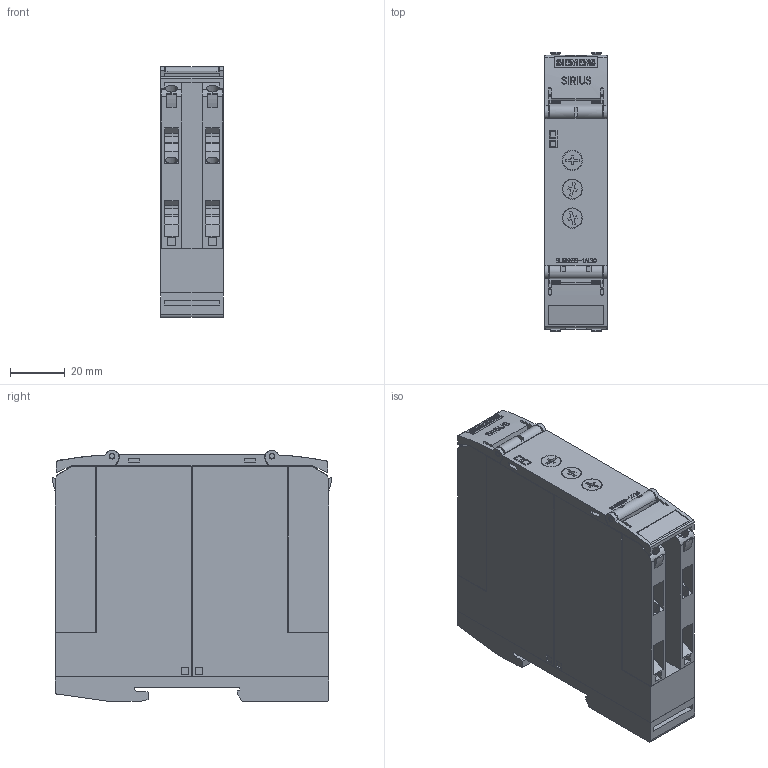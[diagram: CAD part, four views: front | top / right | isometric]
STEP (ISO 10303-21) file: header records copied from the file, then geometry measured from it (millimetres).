
FILE_DESCRIPTION(('STEP AP214'),'1');
FILE_NAME('cctmp_4ACEAE94-96E9-427D-B7BE-12D9077BF8B7_2024_05_27_11_11_31_0686..stp','2024-05-27T09:11:32',('SIEMENS A&D'),('CADClick - www.CADClick.com'),'Spatial InterOp 3D',' ','unknown authorization');
FILE_SCHEMA(('AUTOMOTIVE_DESIGN'));
Length unit declared in the file: millimetre
Products named in the file (1): 3UG5533-1AL30
Bounding box: 22.8 x 101.9 x 91.6 mm (x, y, z)
Volume: 174264.8 mm3; surface area: 47624.5 mm2
Topology: 1 solids, 1 shells, 1628 faces, 4574 edges, 3038 vertices
Faces by surface type: plane 1337, cylinder 251, cone 24, torus 16
Entity records: 65997 total; most frequent: CARTESIAN_POINT 10345, ORIENTED_EDGE 9132, DIRECTION 8417, EDGE_CURVE 4566, LINE 3809, VECTOR 3809, VERTEX_POINT 3038, AXIS2_PLACEMENT_3D 2304
